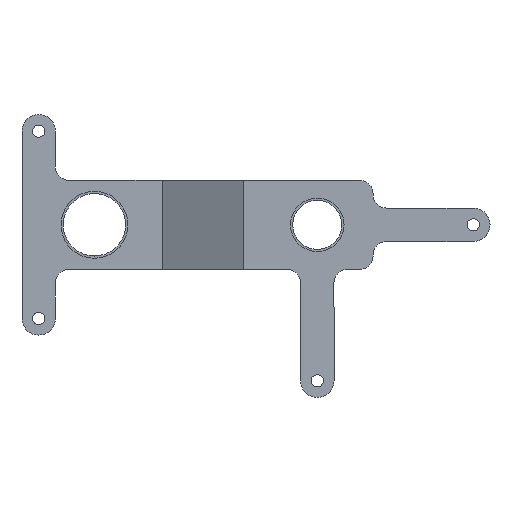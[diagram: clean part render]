
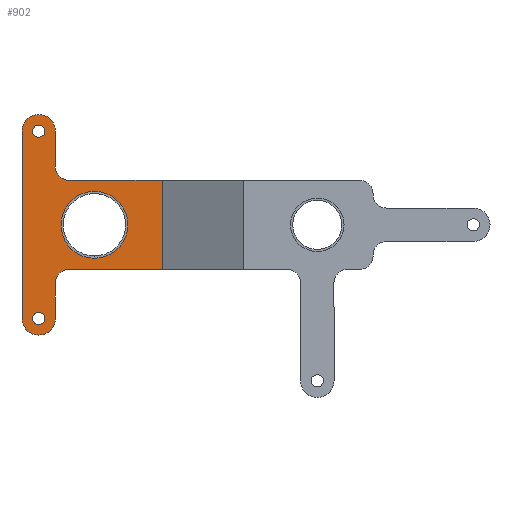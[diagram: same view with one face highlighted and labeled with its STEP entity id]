
A CAD part, left-side view. The second image highlights one B-rep face of the part: STEP entity #902.
In plain terms, the highlighted planar face has unit normal (-1, 0, 0).
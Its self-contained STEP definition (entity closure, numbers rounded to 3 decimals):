
#22 = DIRECTION ( 'NONE',  ( 0., 0., -1. ) ) ;
#62 = FACE_BOUND ( 'NONE', #537, .T. ) ;
#65 = EDGE_CURVE ( 'NONE', #516, #1177, #687, .T. ) ;
#82 = LINE ( 'NONE', #527, #874 ) ;
#83 = FACE_OUTER_BOUND ( 'NONE', #204, .T. ) ;
#86 = CARTESIAN_POINT ( 'NONE',  ( -8., 11.5, -26. ) ) ;
#103 = AXIS2_PLACEMENT_3D ( 'NONE', #1367, #999, #127 ) ;
#110 = LINE ( 'NONE', #1465, #1568 ) ;
#127 = DIRECTION ( 'NONE',  ( 0., 0., 1. ) ) ;
#134 = EDGE_CURVE ( 'NONE', #301, #1256, #110, .T. ) ;
#157 = EDGE_LOOP ( 'NONE', ( #895, #1175 ) ) ;
#165 = FACE_BOUND ( 'NONE', #1236, .T. ) ;
#172 = ORIENTED_EDGE ( 'NONE', *, *, #1601, .T. ) ;
#174 = CARTESIAN_POINT ( 'NONE',  ( -8., 32.5, 42. ) ) ;
#175 = AXIS2_PLACEMENT_3D ( 'NONE', #437, #1195, #1436 ) ;
#176 = EDGE_CURVE ( 'NONE', #1410, #1216, #591, .T. ) ;
#184 = DIRECTION ( 'NONE',  ( 0., 0., 1. ) ) ;
#198 = AXIS2_PLACEMENT_3D ( 'NONE', #761, #1397, #655 ) ;
#204 = EDGE_LOOP ( 'NONE', ( #1612, #1156, #1550, #172, #555, #347, #282, #498, #805, #1253 ) ) ;
#225 = CARTESIAN_POINT ( 'NONE',  ( -8., 11.5, 20. ) ) ;
#282 = ORIENTED_EDGE ( 'NONE', *, *, #1375, .F. ) ;
#288 = EDGE_CURVE ( 'NONE', #443, #1368, #313, .T. ) ;
#301 = VERTEX_POINT ( 'NONE', #864 ) ;
#303 = CARTESIAN_POINT ( 'NONE',  ( -8., 25., 42. ) ) ;
#313 = CIRCLE ( 'NONE', #103, 15. ) ;
#347 = ORIENTED_EDGE ( 'NONE', *, *, #854, .F. ) ;
#366 = ORIENTED_EDGE ( 'NONE', *, *, #1428, .F. ) ;
#369 = DIRECTION ( 'NONE',  ( -1., 0., 0. ) ) ;
#400 = CARTESIAN_POINT ( 'NONE',  ( -8., 32.5, 20. ) ) ;
#428 = DIRECTION ( 'NONE',  ( -1., 0., 0. ) ) ;
#437 = CARTESIAN_POINT ( 'NONE',  ( -8., 25., 42. ) ) ;
#443 = VERTEX_POINT ( 'NONE', #1128 ) ;
#470 = CARTESIAN_POINT ( 'NONE',  ( -8., 0., 0. ) ) ;
#498 = ORIENTED_EDGE ( 'NONE', *, *, #810, .T. ) ;
#500 = DIRECTION ( 'NONE',  ( 1., 0., 0. ) ) ;
#505 = AXIS2_PLACEMENT_3D ( 'NONE', #470, #369, #616 ) ;
#516 = VERTEX_POINT ( 'NONE', #1297 ) ;
#526 = CIRCLE ( 'NONE', #1280, 6. ) ;
#527 = CARTESIAN_POINT ( 'NONE',  ( -8., -30.356, 20. ) ) ;
#530 = VERTEX_POINT ( 'NONE', #1045 ) ;
#537 = EDGE_LOOP ( 'NONE', ( #366, #767 ) ) ;
#544 = CIRCLE ( 'NONE', #658, 2.75 ) ;
#548 = LINE ( 'NONE', #853, #1151 ) ;
#553 = DIRECTION ( 'NONE',  ( -1., 0., 0. ) ) ;
#555 = ORIENTED_EDGE ( 'NONE', *, *, #1611, .T. ) ;
#560 = DIRECTION ( 'NONE',  ( 0., 0., 1. ) ) ;
#566 = VECTOR ( 'NONE', #22, 1000. ) ;
#584 = VECTOR ( 'NONE', #1567, 1000. ) ;
#591 = CIRCLE ( 'NONE', #791, 7.5 ) ;
#601 = EDGE_CURVE ( 'NONE', #1256, #1533, #1245, .T. ) ;
#614 = AXIS2_PLACEMENT_3D ( 'NONE', #647, #1295, #560 ) ;
#616 = DIRECTION ( 'NONE',  ( 0., 0., 1. ) ) ;
#627 = CIRCLE ( 'NONE', #614, 2.75 ) ;
#647 = CARTESIAN_POINT ( 'NONE',  ( -8., 25., 42. ) ) ;
#655 = DIRECTION ( 'NONE',  ( 0., 0., -1. ) ) ;
#658 = AXIS2_PLACEMENT_3D ( 'NONE', #303, #1170, #908 ) ;
#668 = ORIENTED_EDGE ( 'NONE', *, *, #1239, .F. ) ;
#680 = AXIS2_PLACEMENT_3D ( 'NONE', #796, #553, #184 ) ;
#687 = CIRCLE ( 'NONE', #680, 2.75 ) ;
#703 = DIRECTION ( 'NONE',  ( -1., 0., 0. ) ) ;
#706 = CARTESIAN_POINT ( 'NONE',  ( -8., 25., 44.75 ) ) ;
#711 = DIRECTION ( 'NONE',  ( 0., 0., -1. ) ) ;
#723 = DIRECTION ( 'NONE',  ( 0., 0., 1. ) ) ;
#741 = EDGE_CURVE ( 'NONE', #1216, #789, #548, .T. ) ;
#761 = CARTESIAN_POINT ( 'NONE',  ( -8., -30.356, 20. ) ) ;
#767 = ORIENTED_EDGE ( 'NONE', *, *, #926, .F. ) ;
#780 = CARTESIAN_POINT ( 'NONE',  ( -8., 32.5, -42. ) ) ;
#789 = VERTEX_POINT ( 'NONE', #1113 ) ;
#791 = AXIS2_PLACEMENT_3D ( 'NONE', #1448, #703, #827 ) ;
#796 = CARTESIAN_POINT ( 'NONE',  ( -8., 25., -42. ) ) ;
#805 = ORIENTED_EDGE ( 'NONE', *, *, #134, .T. ) ;
#810 = EDGE_CURVE ( 'NONE', #1233, #301, #526, .T. ) ;
#812 = CARTESIAN_POINT ( 'NONE',  ( -8., 11.5, -20. ) ) ;
#816 = CIRCLE ( 'NONE', #1250, 2.75 ) ;
#827 = DIRECTION ( 'NONE',  ( 0., 1., 0. ) ) ;
#840 = DIRECTION ( 'NONE',  ( 0., 0., 1. ) ) ;
#843 = CARTESIAN_POINT ( 'NONE',  ( -8., 17.5, 42. ) ) ;
#853 = CARTESIAN_POINT ( 'NONE',  ( -8., 17.5, -20. ) ) ;
#854 = EDGE_CURVE ( 'NONE', #966, #1080, #1010, .T. ) ;
#864 = CARTESIAN_POINT ( 'NONE',  ( -8., 17.5, 26. ) ) ;
#874 = VECTOR ( 'NONE', #1394, 1000. ) ;
#880 = PLANE ( 'NONE',  #198 ) ;
#895 = ORIENTED_EDGE ( 'NONE', *, *, #984, .F. ) ;
#902 = ADVANCED_FACE ( 'NONE', ( #165, #83, #62, #1444 ), #880, .F. ) ;
#908 = DIRECTION ( 'NONE',  ( 0., 0., 1. ) ) ;
#909 = CARTESIAN_POINT ( 'NONE',  ( -8., -30.356, 20. ) ) ;
#918 = EDGE_CURVE ( 'NONE', #1533, #1410, #1243, .T. ) ;
#926 = EDGE_CURVE ( 'NONE', #530, #1160, #627, .T. ) ;
#966 = VERTEX_POINT ( 'NONE', #909 ) ;
#984 = EDGE_CURVE ( 'NONE', #1177, #516, #816, .T. ) ;
#999 = DIRECTION ( 'NONE',  ( -1., 0., 0. ) ) ;
#1010 = LINE ( 'NONE', #1258, #1071 ) ;
#1043 = AXIS2_PLACEMENT_3D ( 'NONE', #86, #1573, #711 ) ;
#1045 = CARTESIAN_POINT ( 'NONE',  ( -8., 25., 39.25 ) ) ;
#1071 = VECTOR ( 'NONE', #1261, 1000. ) ;
#1080 = VERTEX_POINT ( 'NONE', #1460 ) ;
#1113 = CARTESIAN_POINT ( 'NONE',  ( -8., 17.5, -26. ) ) ;
#1128 = CARTESIAN_POINT ( 'NONE',  ( -8., 0., 15. ) ) ;
#1151 = VECTOR ( 'NONE', #840, 1000. ) ;
#1156 = ORIENTED_EDGE ( 'NONE', *, *, #176, .T. ) ;
#1160 = VERTEX_POINT ( 'NONE', #706 ) ;
#1170 = DIRECTION ( 'NONE',  ( -1., 0., 0. ) ) ;
#1175 = ORIENTED_EDGE ( 'NONE', *, *, #65, .F. ) ;
#1177 = VERTEX_POINT ( 'NONE', #1193 ) ;
#1193 = CARTESIAN_POINT ( 'NONE',  ( -8., 25., -39.25 ) ) ;
#1195 = DIRECTION ( 'NONE',  ( -1., 0., 0. ) ) ;
#1213 = CARTESIAN_POINT ( 'NONE',  ( -8., -30.356, -20. ) ) ;
#1216 = VERTEX_POINT ( 'NONE', #1220 ) ;
#1220 = CARTESIAN_POINT ( 'NONE',  ( -8., 17.5, -42. ) ) ;
#1233 = VERTEX_POINT ( 'NONE', #225 ) ;
#1236 = EDGE_LOOP ( 'NONE', ( #1350, #668 ) ) ;
#1239 = EDGE_CURVE ( 'NONE', #1368, #443, #1606, .T. ) ;
#1240 = CARTESIAN_POINT ( 'NONE',  ( -8., 11.5, 26. ) ) ;
#1243 = LINE ( 'NONE', #400, #566 ) ;
#1244 = DIRECTION ( 'NONE',  ( 0., 0., -1. ) ) ;
#1245 = CIRCLE ( 'NONE', #175, 7.5 ) ;
#1250 = AXIS2_PLACEMENT_3D ( 'NONE', #1420, #428, #1541 ) ;
#1253 = ORIENTED_EDGE ( 'NONE', *, *, #601, .T. ) ;
#1256 = VERTEX_POINT ( 'NONE', #843 ) ;
#1258 = CARTESIAN_POINT ( 'NONE',  ( -8., -30.356, 20. ) ) ;
#1261 = DIRECTION ( 'NONE',  ( 0., 0., -1. ) ) ;
#1276 = CARTESIAN_POINT ( 'NONE',  ( -8., 0., -15. ) ) ;
#1280 = AXIS2_PLACEMENT_3D ( 'NONE', #1240, #500, #1244 ) ;
#1295 = DIRECTION ( 'NONE',  ( -1., 0., 0. ) ) ;
#1297 = CARTESIAN_POINT ( 'NONE',  ( -8., 25., -44.75 ) ) ;
#1350 = ORIENTED_EDGE ( 'NONE', *, *, #288, .F. ) ;
#1367 = CARTESIAN_POINT ( 'NONE',  ( -8., 0., 0. ) ) ;
#1368 = VERTEX_POINT ( 'NONE', #1276 ) ;
#1375 = EDGE_CURVE ( 'NONE', #1233, #966, #82, .T. ) ;
#1394 = DIRECTION ( 'NONE',  ( 0., -1., 0. ) ) ;
#1397 = DIRECTION ( 'NONE',  ( 1., 0., 0. ) ) ;
#1410 = VERTEX_POINT ( 'NONE', #780 ) ;
#1417 = CIRCLE ( 'NONE', #1043, 6. ) ;
#1420 = CARTESIAN_POINT ( 'NONE',  ( -8., 25., -42. ) ) ;
#1428 = EDGE_CURVE ( 'NONE', #1160, #530, #544, .T. ) ;
#1436 = DIRECTION ( 'NONE',  ( 0., -1., 0. ) ) ;
#1444 = FACE_BOUND ( 'NONE', #157, .T. ) ;
#1448 = CARTESIAN_POINT ( 'NONE',  ( -8., 25., -42. ) ) ;
#1460 = CARTESIAN_POINT ( 'NONE',  ( -8., -30.356, -20. ) ) ;
#1465 = CARTESIAN_POINT ( 'NONE',  ( -8., 17.5, 20. ) ) ;
#1530 = VERTEX_POINT ( 'NONE', #812 ) ;
#1533 = VERTEX_POINT ( 'NONE', #174 ) ;
#1541 = DIRECTION ( 'NONE',  ( 0., 0., 1. ) ) ;
#1550 = ORIENTED_EDGE ( 'NONE', *, *, #741, .T. ) ;
#1567 = DIRECTION ( 'NONE',  ( 0., -1., 0. ) ) ;
#1568 = VECTOR ( 'NONE', #723, 1000. ) ;
#1573 = DIRECTION ( 'NONE',  ( 1., 0., 0. ) ) ;
#1601 = EDGE_CURVE ( 'NONE', #789, #1530, #1417, .T. ) ;
#1606 = CIRCLE ( 'NONE', #505, 15. ) ;
#1611 = EDGE_CURVE ( 'NONE', #1530, #1080, #1622, .T. ) ;
#1612 = ORIENTED_EDGE ( 'NONE', *, *, #918, .T. ) ;
#1622 = LINE ( 'NONE', #1213, #584 ) ;
